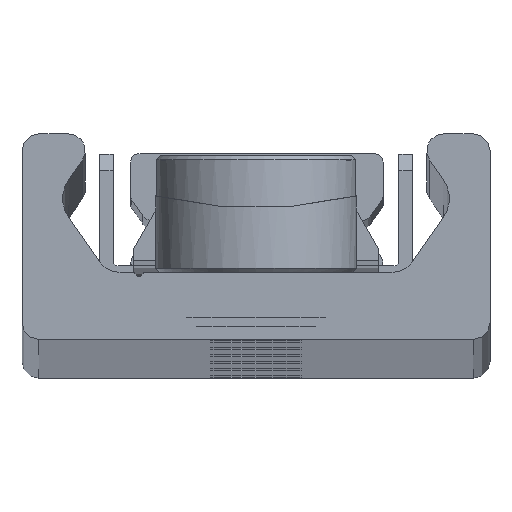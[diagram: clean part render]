
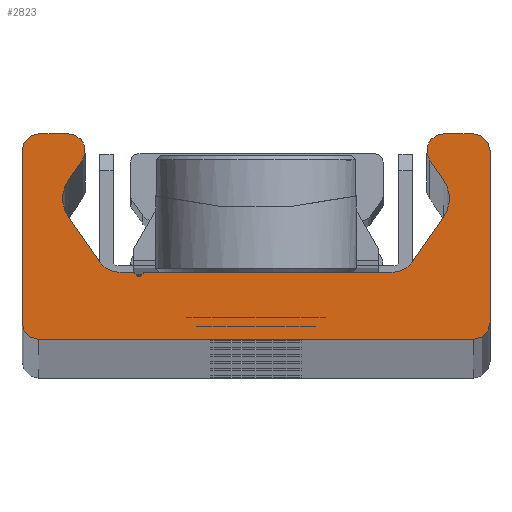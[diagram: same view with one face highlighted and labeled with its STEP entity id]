
A CAD part, top view. The second image highlights one B-rep face of the part: STEP entity #2823.
In plain terms, the highlighted planar face has unit normal (0, 0, 1).
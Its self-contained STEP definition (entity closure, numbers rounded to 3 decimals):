
#1881=CARTESIAN_POINT('',(-13.0,0.0,1330.0));
#1882=VERTEX_POINT('',#1881);
#1883=CARTESIAN_POINT('',(-14.,1.0,1330.0));
#1884=VERTEX_POINT('',#1883);
#1885=CARTESIAN_POINT('',(-13.0,1.0,1330.0));
#1886=DIRECTION('',(0.0,0.0,-1.0));
#1887=DIRECTION('',(-1.0,0.0,0.0));
#1888=AXIS2_PLACEMENT_3D('',#1885,#1886,#1887);
#1889=CIRCLE('',#1888,1.0);
#1890=EDGE_CURVE('',#1882,#1884,#1889,.T.);
#1923=CARTESIAN_POINT('',(-14.,11.3,1330.0));
#1924=VERTEX_POINT('',#1923);
#1925=CARTESIAN_POINT('',(-14.,1.0,1330.0));
#1926=DIRECTION('',(0.0,1.0,0.0));
#1927=VECTOR('',#1926,10.3);
#1928=LINE('',#1925,#1927);
#1929=EDGE_CURVE('',#1884,#1924,#1928,.T.);
#1954=CARTESIAN_POINT('',(-13.0,12.3,1330.0));
#1955=VERTEX_POINT('',#1954);
#1956=CARTESIAN_POINT('',(-13.0,11.3,1330.0));
#1957=DIRECTION('',(0.0,0.0,-1.0));
#1958=DIRECTION('',(0.0,1.0,0.0));
#1959=AXIS2_PLACEMENT_3D('',#1956,#1957,#1958);
#1960=CIRCLE('',#1959,1.0);
#1961=EDGE_CURVE('',#1924,#1955,#1960,.T.);
#1987=CARTESIAN_POINT('',(-11.214,12.3,1330.0));
#1988=VERTEX_POINT('',#1987);
#1989=CARTESIAN_POINT('',(-13.0,12.3,1330.0));
#1990=DIRECTION('',(1.0,0.0,0.0));
#1991=VECTOR('',#1990,1.786);
#1992=LINE('',#1989,#1991);
#1993=EDGE_CURVE('',#1955,#1988,#1992,.T.);
#2018=CARTESIAN_POINT('',(-10.395,10.726,1330.0));
#2019=VERTEX_POINT('',#2018);
#2020=CARTESIAN_POINT('',(-11.214,11.3,1330.0));
#2021=DIRECTION('',(0.0,0.0,-1.0));
#2022=DIRECTION('',(0.819,-0.574,0.0));
#2023=AXIS2_PLACEMENT_3D('',#2020,#2021,#2022);
#2024=CIRCLE('',#2023,1.0);
#2025=EDGE_CURVE('',#1988,#2019,#2024,.T.);
#2051=CARTESIAN_POINT('',(-11.206,9.567,1330.0));
#2052=VERTEX_POINT('',#2051);
#2053=CARTESIAN_POINT('',(-10.395,10.726,1330.0));
#2054=DIRECTION('',(-0.574,-0.819,0.0));
#2055=VECTOR('',#2054,1.415);
#2056=LINE('',#2053,#2055);
#2057=EDGE_CURVE('',#2019,#2052,#2056,.T.);
#2082=CARTESIAN_POINT('',(-11.206,7.273,1330.0));
#2083=VERTEX_POINT('',#2082);
#2084=CARTESIAN_POINT('',(-9.568,8.42,1330.0));
#2085=DIRECTION('',(0.0,0.0,1.0));
#2086=DIRECTION('',(0.819,-0.574,0.0));
#2087=AXIS2_PLACEMENT_3D('',#2084,#2085,#2086);
#2088=CIRCLE('',#2087,2.0);
#2089=EDGE_CURVE('',#2052,#2083,#2088,.T.);
#2115=CARTESIAN_POINT('',(-9.363,4.64,1330.0));
#2116=VERTEX_POINT('',#2115);
#2117=CARTESIAN_POINT('',(-11.206,7.273,1330.0));
#2118=DIRECTION('',(0.574,-0.819,0.0));
#2119=VECTOR('',#2118,3.215);
#2120=LINE('',#2117,#2119);
#2121=EDGE_CURVE('',#2083,#2116,#2120,.T.);
#2146=CARTESIAN_POINT('',(-8.134,4.0,1330.0));
#2147=VERTEX_POINT('',#2146);
#2148=CARTESIAN_POINT('',(-8.134,5.5,1330.0));
#2149=DIRECTION('',(0.0,0.0,1.0));
#2150=DIRECTION('',(0.819,0.574,0.0));
#2151=AXIS2_PLACEMENT_3D('',#2148,#2149,#2150);
#2152=CIRCLE('',#2151,1.5);
#2153=EDGE_CURVE('',#2116,#2147,#2152,.T.);
#2179=CARTESIAN_POINT('',(-7.335,4.,1330.0));
#2180=VERTEX_POINT('',#2179);
#2181=CARTESIAN_POINT('',(-8.134,4.0,1330.0));
#2182=DIRECTION('',(1.0,0.0,0.0));
#2183=VECTOR('',#2182,0.798);
#2184=LINE('',#2181,#2183);
#2185=EDGE_CURVE('',#2147,#2180,#2184,.T.);
#2210=CARTESIAN_POINT('',(-7.24,3.929,1330.0));
#2211=VERTEX_POINT('',#2210);
#2212=CARTESIAN_POINT('',(-7.335,3.9,1330.0));
#2213=DIRECTION('',(0.0,0.0,-1.));
#2214=DIRECTION('',(0.958,0.286,0.0));
#2215=AXIS2_PLACEMENT_3D('',#2212,#2213,#2214);
#2216=CIRCLE('',#2215,0.1);
#2217=EDGE_CURVE('',#2180,#2211,#2216,.T.);
#2243=CARTESIAN_POINT('',(-6.76,3.929,1330.0));
#2244=VERTEX_POINT('',#2243);
#2245=CARTESIAN_POINT('',(-7.,4.0,1330.0));
#2246=DIRECTION('',(0.0,0.0,1.));
#2247=DIRECTION('',(0.958,0.286,0.0));
#2248=AXIS2_PLACEMENT_3D('',#2245,#2246,#2247);
#2249=CIRCLE('',#2248,0.25);
#2250=EDGE_CURVE('',#2211,#2244,#2249,.T.);
#2276=CARTESIAN_POINT('',(-6.665,4.,1330.0));
#2277=VERTEX_POINT('',#2276);
#2278=CARTESIAN_POINT('',(-6.665,3.9,1330.0));
#2279=DIRECTION('',(0.0,0.0,-1.0));
#2280=DIRECTION('',(0.0,1.0,0.0));
#2281=AXIS2_PLACEMENT_3D('',#2278,#2279,#2280);
#2282=CIRCLE('',#2281,0.1);
#2283=EDGE_CURVE('',#2244,#2277,#2282,.T.);
#2309=CARTESIAN_POINT('',(8.134,4.,1330.0));
#2310=VERTEX_POINT('',#2309);
#2311=CARTESIAN_POINT('',(-6.665,4.,1330.0));
#2312=DIRECTION('',(1.0,0.0,0.0));
#2313=VECTOR('',#2312,14.798);
#2314=LINE('',#2311,#2313);
#2315=EDGE_CURVE('',#2277,#2310,#2314,.T.);
#2397=CARTESIAN_POINT('',(9.363,4.64,1330.0));
#2398=VERTEX_POINT('',#2397);
#2399=CARTESIAN_POINT('',(8.134,5.5,1330.0));
#2400=DIRECTION('',(0.0,0.0,1.0));
#2401=DIRECTION('',(0.0,1.0,0.0));
#2402=AXIS2_PLACEMENT_3D('',#2399,#2400,#2401);
#2403=CIRCLE('',#2402,1.5);
#2404=EDGE_CURVE('',#2310,#2398,#2403,.T.);
#2430=CARTESIAN_POINT('',(11.206,7.273,1330.0));
#2431=VERTEX_POINT('',#2430);
#2432=CARTESIAN_POINT('',(9.363,4.64,1330.0));
#2433=DIRECTION('',(0.574,0.819,0.0));
#2434=VECTOR('',#2433,3.215);
#2435=LINE('',#2432,#2434);
#2436=EDGE_CURVE('',#2398,#2431,#2435,.T.);
#2461=CARTESIAN_POINT('',(11.206,9.567,1330.0));
#2462=VERTEX_POINT('',#2461);
#2463=CARTESIAN_POINT('',(9.568,8.42,1330.0));
#2464=DIRECTION('',(0.0,0.0,1.));
#2465=DIRECTION('',(-0.819,0.574,0.0));
#2466=AXIS2_PLACEMENT_3D('',#2463,#2464,#2465);
#2467=CIRCLE('',#2466,2.0);
#2468=EDGE_CURVE('',#2431,#2462,#2467,.T.);
#2494=CARTESIAN_POINT('',(10.395,10.726,1330.0));
#2495=VERTEX_POINT('',#2494);
#2496=CARTESIAN_POINT('',(11.206,9.567,1330.0));
#2497=DIRECTION('',(-0.574,0.819,0.0));
#2498=VECTOR('',#2497,1.415);
#2499=LINE('',#2496,#2498);
#2500=EDGE_CURVE('',#2462,#2495,#2499,.T.);
#2525=CARTESIAN_POINT('',(11.214,12.3,1330.0));
#2526=VERTEX_POINT('',#2525);
#2527=CARTESIAN_POINT('',(11.214,11.3,1330.0));
#2528=DIRECTION('',(0.0,0.0,-1.0));
#2529=DIRECTION('',(0.0,1.0,0.0));
#2530=AXIS2_PLACEMENT_3D('',#2527,#2528,#2529);
#2531=CIRCLE('',#2530,1.0);
#2532=EDGE_CURVE('',#2495,#2526,#2531,.T.);
#2558=CARTESIAN_POINT('',(13.0,12.3,1330.0));
#2559=VERTEX_POINT('',#2558);
#2560=CARTESIAN_POINT('',(11.214,12.3,1330.0));
#2561=DIRECTION('',(1.0,0.0,0.0));
#2562=VECTOR('',#2561,1.786);
#2563=LINE('',#2560,#2562);
#2564=EDGE_CURVE('',#2526,#2559,#2563,.T.);
#2589=CARTESIAN_POINT('',(14.,11.3,1330.0));
#2590=VERTEX_POINT('',#2589);
#2591=CARTESIAN_POINT('',(13.0,11.3,1330.0));
#2592=DIRECTION('',(0.0,0.0,-1.0));
#2593=DIRECTION('',(1.0,0.0,0.0));
#2594=AXIS2_PLACEMENT_3D('',#2591,#2592,#2593);
#2595=CIRCLE('',#2594,1.0);
#2596=EDGE_CURVE('',#2559,#2590,#2595,.T.);
#2622=CARTESIAN_POINT('',(14.,1.0,1330.0));
#2623=VERTEX_POINT('',#2622);
#2624=CARTESIAN_POINT('',(14.,11.3,1330.0));
#2625=DIRECTION('',(0.0,-1.0,0.0));
#2626=VECTOR('',#2625,10.3);
#2627=LINE('',#2624,#2626);
#2628=EDGE_CURVE('',#2590,#2623,#2627,.T.);
#2653=CARTESIAN_POINT('',(13.0,0.0,1330.0));
#2654=VERTEX_POINT('',#2653);
#2655=CARTESIAN_POINT('',(13.0,1.0,1330.0));
#2656=DIRECTION('',(0.0,0.0,-1.0));
#2657=DIRECTION('',(0.0,-1.0,0.0));
#2658=AXIS2_PLACEMENT_3D('',#2655,#2656,#2657);
#2659=CIRCLE('',#2658,1.0);
#2660=EDGE_CURVE('',#2623,#2654,#2659,.T.);
#2686=CARTESIAN_POINT('',(13.0,0.0,1330.0));
#2687=DIRECTION('',(-1.0,0.0,0.0));
#2688=VECTOR('',#2687,26.0);
#2689=LINE('',#2686,#2688);
#2690=EDGE_CURVE('',#2654,#1882,#2689,.T.);
#2792=CARTESIAN_POINT('',(-0.017,4.731,1330.0));
#2793=DIRECTION('',(0.0,0.0,1.0));
#2794=DIRECTION('',(1.0,0.0,0.0));
#2795=AXIS2_PLACEMENT_3D('',#2792,#2793,#2794);
#2796=PLANE('',#2795);
#2797=ORIENTED_EDGE('',*,*,#1890,.F.);
#2798=ORIENTED_EDGE('',*,*,#2690,.F.);
#2799=ORIENTED_EDGE('',*,*,#2660,.F.);
#2800=ORIENTED_EDGE('',*,*,#2628,.F.);
#2801=ORIENTED_EDGE('',*,*,#2596,.F.);
#2802=ORIENTED_EDGE('',*,*,#2564,.F.);
#2803=ORIENTED_EDGE('',*,*,#2532,.F.);
#2804=ORIENTED_EDGE('',*,*,#2500,.F.);
#2805=ORIENTED_EDGE('',*,*,#2468,.F.);
#2806=ORIENTED_EDGE('',*,*,#2436,.F.);
#2807=ORIENTED_EDGE('',*,*,#2404,.F.);
#2808=ORIENTED_EDGE('',*,*,#2315,.F.);
#2809=ORIENTED_EDGE('',*,*,#2283,.F.);
#2810=ORIENTED_EDGE('',*,*,#2250,.F.);
#2811=ORIENTED_EDGE('',*,*,#2217,.F.);
#2812=ORIENTED_EDGE('',*,*,#2185,.F.);
#2813=ORIENTED_EDGE('',*,*,#2153,.F.);
#2814=ORIENTED_EDGE('',*,*,#2121,.F.);
#2815=ORIENTED_EDGE('',*,*,#2089,.F.);
#2816=ORIENTED_EDGE('',*,*,#2057,.F.);
#2817=ORIENTED_EDGE('',*,*,#2025,.F.);
#2818=ORIENTED_EDGE('',*,*,#1993,.F.);
#2819=ORIENTED_EDGE('',*,*,#1961,.F.);
#2820=ORIENTED_EDGE('',*,*,#1929,.F.);
#2821=EDGE_LOOP('',(#2797,#2798,#2799,#2800,#2801,#2802,#2803,#2804,#2805,#2806,#2807,#2808,#2809,#2810,#2811,#2812,#2813,#2814,#2815,#2816,#2817,#2818,#2819,#2820));
#2822=FACE_OUTER_BOUND('',#2821,.T.);
#2823=ADVANCED_FACE('',(#2822),#2796,.T.);
